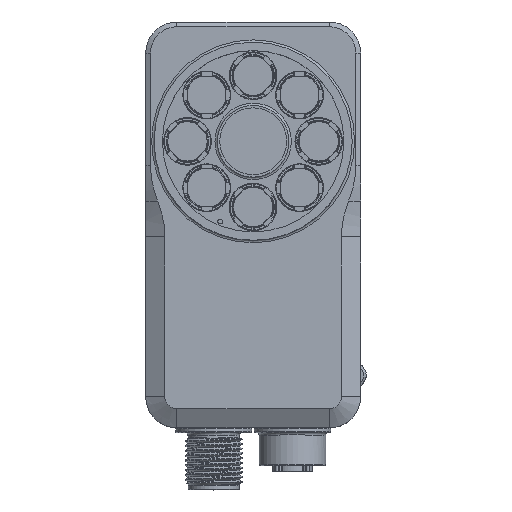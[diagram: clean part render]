
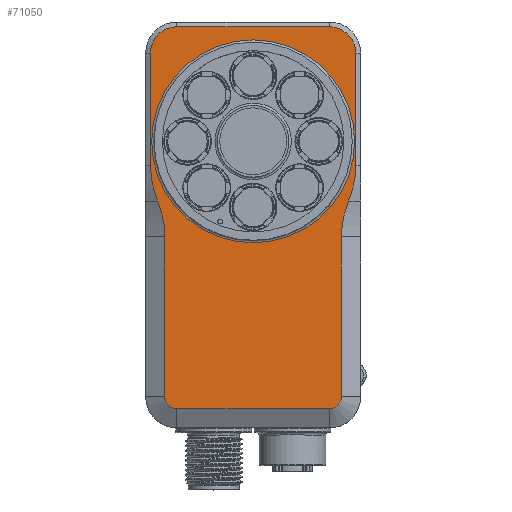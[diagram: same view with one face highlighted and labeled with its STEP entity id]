
A CAD part, top view. The second image highlights one B-rep face of the part: STEP entity #71050.
In plain terms, the highlighted planar face has unit normal (0, 0, 1).
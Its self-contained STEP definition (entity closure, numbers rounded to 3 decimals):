
#4073=FACE_BOUND('',#10845,.T.);
#5010=PLANE('',#75913);
#5530=ELLIPSE('',#75914,75.75,37.875);
#5531=ELLIPSE('',#75915,75.75,37.875);
#5532=ELLIPSE('',#75916,75.75,37.875);
#5533=ELLIPSE('',#75917,75.75,37.875);
#7521=FACE_OUTER_BOUND('',#10844,.T.);
#10844=EDGE_LOOP('',(#60468,#60469,#60470,#60471,#60472,#60473,#60474,#60475,
#60476,#60477,#60478,#60479,#60480,#60481));
#10845=EDGE_LOOP('',(#60482));
#13969=CIRCLE('',#75790,5.5);
#13970=CIRCLE('',#75793,5.5);
#13973=CIRCLE('',#75802,2.5);
#13975=CIRCLE('',#75806,2.5);
#13987=CIRCLE('',#75823,21.25);
#21225=LINE('',#123732,#26450);
#21227=LINE('',#123738,#26452);
#21234=LINE('',#123759,#26459);
#21239=LINE('',#123771,#26464);
#21244=LINE('',#123789,#26469);
#21247=LINE('',#123798,#26472);
#26450=VECTOR('',#90111,10.);
#26452=VECTOR('',#90115,10.);
#26459=VECTOR('',#90136,10.);
#26464=VECTOR('',#90147,10.);
#26469=VECTOR('',#90164,10.);
#26472=VECTOR('',#90175,10.);
#32069=VERTEX_POINT('',#123725);
#32072=VERTEX_POINT('',#123730);
#32073=VERTEX_POINT('',#123734);
#32075=VERTEX_POINT('',#123737);
#32081=VERTEX_POINT('',#123753);
#32082=VERTEX_POINT('',#123757);
#32083=VERTEX_POINT('',#123764);
#32086=VERTEX_POINT('',#123769);
#32092=VERTEX_POINT('',#123786);
#32093=VERTEX_POINT('',#123788);
#32094=VERTEX_POINT('',#123792);
#32095=VERTEX_POINT('',#123797);
#32115=VERTEX_POINT('',#123849);
#32181=VERTEX_POINT('',#124533);
#32182=VERTEX_POINT('',#124536);
#43890=EDGE_CURVE('',#32072,#32069,#21225,.T.);
#43892=EDGE_CURVE('',#32073,#32075,#21227,.T.);
#43901=EDGE_CURVE('',#32081,#32073,#13969,.T.);
#43903=EDGE_CURVE('',#32082,#32081,#21234,.T.);
#43905=EDGE_CURVE('',#32069,#32082,#13970,.T.);
#43909=EDGE_CURVE('',#32086,#32083,#21239,.T.);
#43918=EDGE_CURVE('',#32092,#32093,#21244,.T.);
#43920=EDGE_CURVE('',#32083,#32094,#13973,.T.);
#43923=EDGE_CURVE('',#32094,#32095,#21247,.T.);
#43925=EDGE_CURVE('',#32095,#32092,#13975,.T.);
#43950=EDGE_CURVE('',#32115,#32115,#13987,.T.);
#44062=EDGE_CURVE('',#32086,#32181,#5530,.T.);
#44063=EDGE_CURVE('',#32075,#32181,#5531,.T.);
#44064=EDGE_CURVE('',#32182,#32072,#5532,.T.);
#44065=EDGE_CURVE('',#32182,#32093,#5533,.T.);
#60468=ORIENTED_EDGE('',*,*,#44062,.T.);
#60469=ORIENTED_EDGE('',*,*,#44063,.F.);
#60470=ORIENTED_EDGE('',*,*,#43892,.F.);
#60471=ORIENTED_EDGE('',*,*,#43901,.F.);
#60472=ORIENTED_EDGE('',*,*,#43903,.F.);
#60473=ORIENTED_EDGE('',*,*,#43905,.F.);
#60474=ORIENTED_EDGE('',*,*,#43890,.F.);
#60475=ORIENTED_EDGE('',*,*,#44064,.F.);
#60476=ORIENTED_EDGE('',*,*,#44065,.T.);
#60477=ORIENTED_EDGE('',*,*,#43918,.F.);
#60478=ORIENTED_EDGE('',*,*,#43925,.F.);
#60479=ORIENTED_EDGE('',*,*,#43923,.F.);
#60480=ORIENTED_EDGE('',*,*,#43920,.F.);
#60481=ORIENTED_EDGE('',*,*,#43909,.F.);
#60482=ORIENTED_EDGE('',*,*,#43950,.F.);
#71050=ADVANCED_FACE('',(#7521,#4073),#5010,.T.);
#75790=AXIS2_PLACEMENT_3D('',#123755,#90131,#90132);
#75793=AXIS2_PLACEMENT_3D('',#123762,#90140,#90141);
#75802=AXIS2_PLACEMENT_3D('',#123793,#90168,#90169);
#75806=AXIS2_PLACEMENT_3D('',#123801,#90179,#90180);
#75823=AXIS2_PLACEMENT_3D('',#123851,#90226,#90227);
#75913=AXIS2_PLACEMENT_3D('',#124532,#90464,#90465);
#75914=AXIS2_PLACEMENT_3D('',#124534,#90466,#90467);
#75915=AXIS2_PLACEMENT_3D('',#124535,#90468,#90469);
#75916=AXIS2_PLACEMENT_3D('',#124537,#90470,#90471);
#75917=AXIS2_PLACEMENT_3D('',#124538,#90472,#90473);
#90111=DIRECTION('',(0.,1.,0.));
#90115=DIRECTION('',(0.,-1.,0.));
#90131=DIRECTION('center_axis',(0.,0.,
-1.));
#90132=DIRECTION('ref_axis',(0.707,0.707,0.));
#90136=DIRECTION('',(1.,0.,0.));
#90140=DIRECTION('center_axis',(0.,0.,
-1.));
#90141=DIRECTION('ref_axis',(-0.707,0.707,0.));
#90147=DIRECTION('',(0.,-1.,0.));
#90164=DIRECTION('',(0.,1.,0.));
#90168=DIRECTION('center_axis',(0.,0.,
-1.));
#90169=DIRECTION('ref_axis',(0.707,-0.707,0.));
#90175=DIRECTION('',(-1.,0.,0.));
#90179=DIRECTION('center_axis',(0.,0.,
-1.));
#90180=DIRECTION('ref_axis',(-0.707,-0.707,0.));
#90226=DIRECTION('center_axis',(0.,0.,
1.));
#90227=DIRECTION('ref_axis',(-1.,0.,0.));
#90464=DIRECTION('center_axis',(0.,0.,
1.));
#90465=DIRECTION('ref_axis',(1.,0.,0.));
#90466=DIRECTION('center_axis',(0.,0.,
-1.));
#90467=DIRECTION('ref_axis',(1.,0.,0.));
#90468=DIRECTION('center_axis',(0.,0.,
-1.));
#90469=DIRECTION('ref_axis',(-1.,0.,0.));
#90470=DIRECTION('center_axis',(0.,0.,
-1.));
#90471=DIRECTION('ref_axis',(-1.,0.,0.));
#90472=DIRECTION('center_axis',(0.,0.,
-1.));
#90473=DIRECTION('ref_axis',(1.,0.,0.));
#123725=CARTESIAN_POINT('',(1.,78.5,24.1));
#123730=CARTESIAN_POINT('',(1.,55.,24.1));
#123732=CARTESIAN_POINT('',(1.,63.75,24.1));
#123734=CARTESIAN_POINT('',(44.,78.5,24.1));
#123737=CARTESIAN_POINT('',(44.,55.,24.1));
#123738=CARTESIAN_POINT('',(44.,21.25,24.1));
#123753=CARTESIAN_POINT('',(38.5,84.,24.1));
#123755=CARTESIAN_POINT('Origin',(38.5,78.5,24.1));
#123757=CARTESIAN_POINT('',(6.5,84.,24.1));
#123759=CARTESIAN_POINT('',(33.75,84.,24.1));
#123762=CARTESIAN_POINT('Origin',(6.5,78.5,24.1));
#123764=CARTESIAN_POINT('',(41.,6.5,24.1));
#123769=CARTESIAN_POINT('',(41.,40.,24.1));
#123771=CARTESIAN_POINT('',(41.,21.25,24.1));
#123786=CARTESIAN_POINT('',(4.,6.5,24.1));
#123788=CARTESIAN_POINT('',(4.,40.,24.1));
#123789=CARTESIAN_POINT('',(4.,63.75,24.1));
#123792=CARTESIAN_POINT('',(38.5,4.,24.1));
#123793=CARTESIAN_POINT('Origin',(38.5,6.5,24.1));
#123797=CARTESIAN_POINT('',(6.5,4.,24.1));
#123798=CARTESIAN_POINT('',(11.25,4.,24.1));
#123801=CARTESIAN_POINT('Origin',(6.5,6.5,24.1));
#123849=CARTESIAN_POINT('',(43.75,60.,24.1));
#123851=CARTESIAN_POINT('Origin',(22.5,60.,24.1));
#124532=CARTESIAN_POINT('Origin',(22.5,42.5,24.1));
#124533=CARTESIAN_POINT('',(42.5,47.5,24.1));
#124534=CARTESIAN_POINT('Origin',(116.75,40.,24.1));
#124535=CARTESIAN_POINT('Origin',(-31.75,55.,24.1));
#124536=CARTESIAN_POINT('',(2.5,47.5,24.1));
#124537=CARTESIAN_POINT('Origin',(76.75,55.,24.1));
#124538=CARTESIAN_POINT('Origin',(-71.75,40.,24.1));
